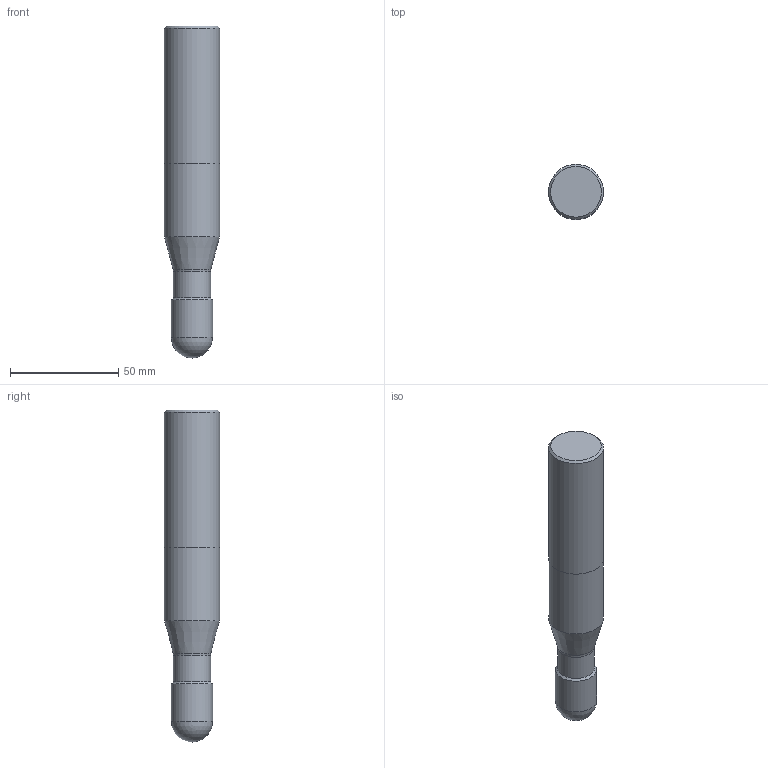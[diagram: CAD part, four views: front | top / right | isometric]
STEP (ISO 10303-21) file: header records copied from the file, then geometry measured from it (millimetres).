
FILE_DESCRIPTION(/* description */ (''),/* implementation_level */ '2;1');
FILE_NAME(/* name */ 'R218.19-00.75-3F-27M.stp',/* time_stamp */ '2017-09-14T10:16:53+06:00',/* author */ (''),/* organization */ (''),/* preprocessor_version */ 'ST-DEVELOPER v16',/* originating_system */ 'SIEMENS PLM Software NX 11.0',/* authorisation */ '');
FILE_SCHEMA (('AUTOMOTIVE_DESIGN { 1 0 10303 214 3 1 1 1 }'));
Length unit declared in the file: millimetre
Products named in the file (1): R218.19-00.75-3F-27M
Bounding box: 25.4 x 25.4 x 153.2 mm (x, y, z)
Volume: 70886.3 mm3; surface area: 14453.9 mm2
Topology: 3 solids, 3 shells, 19 faces, 35 edges, 20 vertices
Faces by surface type: cylinder 5, cone 5, plane 4, torus 3, sphere 2
Full cylindrical faces by diameter (mm): 17.1 x1, 17.9 x1, 19.05 x1, 25.4 x2
Entity records: 426 total; most frequent: DIRECTION 80, CARTESIAN_POINT 56, AXIS2_PLACEMENT_3D 40, EDGE_LOOP 32, ORIENTED_EDGE 32, FACE_BOUND 26, ADVANCED_FACE 19, VERTEX_POINT 16
